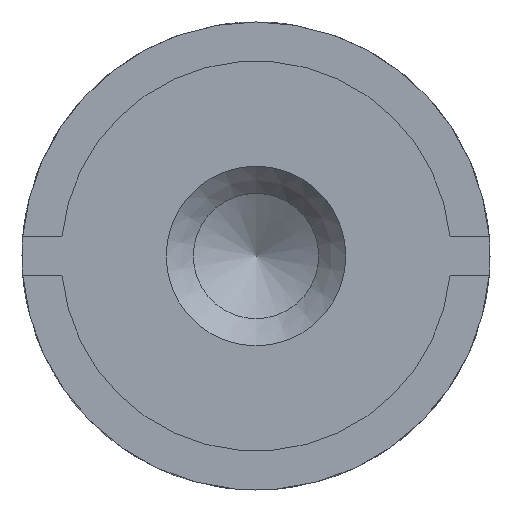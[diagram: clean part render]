
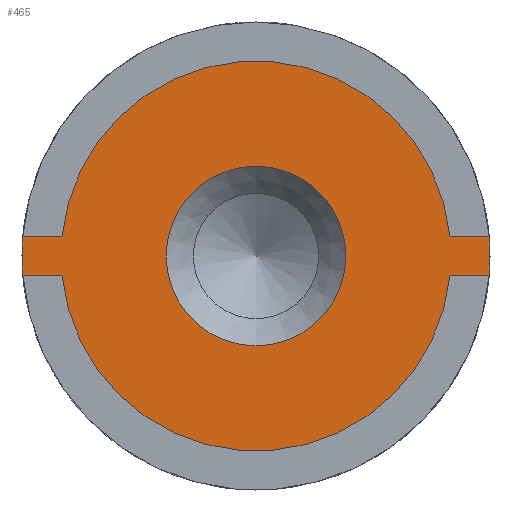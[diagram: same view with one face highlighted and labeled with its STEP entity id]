
A CAD part, front view. The second image highlights one B-rep face of the part: STEP entity #465.
In plain terms, the highlighted planar face has unit normal (0, -1, 0).
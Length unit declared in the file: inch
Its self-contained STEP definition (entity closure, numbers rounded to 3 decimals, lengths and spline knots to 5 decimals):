
#34 = AXIS2_PLACEMENT_3D ( 'NONE', #673, #942, #306 ) ;
#89 = DIRECTION ( 'NONE',  ( 0., 0., -1. ) ) ;
#110 = ORIENTED_EDGE ( 'NONE', *, *, #410, .T. ) ;
#136 = FACE_OUTER_BOUND ( 'NONE', #956, .T. ) ;
#159 = CARTESIAN_POINT ( 'NONE',  ( 0.3737, -2., 0.03125 ) ) ;
#186 = EDGE_CURVE ( 'NONE', #1119, #863, #651, .T. ) ;
#189 = CIRCLE ( 'NONE', #838, 0.3125 ) ;
#207 = CIRCLE ( 'NONE', #401, 0.375 ) ;
#208 = DIRECTION ( 'NONE',  ( 1., 0., 0. ) ) ;
#230 = CARTESIAN_POINT ( 'NONE',  ( -0.43713, -2., 0.03125 ) ) ;
#242 = VERTEX_POINT ( 'NONE', #871 ) ;
#283 = CIRCLE ( 'NONE', #694, 0.375 ) ;
#303 = CARTESIAN_POINT ( 'NONE',  ( 0.3737, -2., -0.03125 ) ) ;
#306 = DIRECTION ( 'NONE',  ( 0., 0., -1. ) ) ;
#319 = DIRECTION ( 'NONE',  ( 0., 0., -1. ) ) ;
#332 = CIRCLE ( 'NONE', #631, 0.144 ) ;
#338 = LINE ( 'NONE', #230, #1026 ) ;
#343 = CARTESIAN_POINT ( 'NONE',  ( 0., -2., 0. ) ) ;
#352 = CARTESIAN_POINT ( 'NONE',  ( 0., -2., 0. ) ) ;
#375 = DIRECTION ( 'NONE',  ( 1., 0., 0. ) ) ;
#387 = DIRECTION ( 'NONE',  ( 0., -1., 0. ) ) ;
#393 = CARTESIAN_POINT ( 'NONE',  ( 0., -2., 0. ) ) ;
#401 = AXIS2_PLACEMENT_3D ( 'NONE', #352, #626, #89 ) ;
#410 = EDGE_CURVE ( 'NONE', #863, #1049, #189, .T. ) ;
#420 = AXIS2_PLACEMENT_3D ( 'NONE', #393, #733, #831 ) ;
#422 = VERTEX_POINT ( 'NONE', #303 ) ;
#424 = LINE ( 'NONE', #713, #803 ) ;
#426 = EDGE_CURVE ( 'NONE', #734, #734, #332, .T. ) ;
#447 = EDGE_CURVE ( 'NONE', #1049, #422, #741, .T. ) ;
#450 = DIRECTION ( 'NONE',  ( 0., -1., 0. ) ) ;
#465 = ADVANCED_FACE ( 'NONE', ( #649, #136 ), #469, .T. ) ;
#469 = PLANE ( 'NONE',  #420 ) ;
#474 = DIRECTION ( 'NONE',  ( 0., 0., -1. ) ) ;
#499 = EDGE_CURVE ( 'NONE', #768, #242, #338, .T. ) ;
#518 = DIRECTION ( 'NONE',  ( 0., 0., -1. ) ) ;
#525 = VERTEX_POINT ( 'NONE', #772 ) ;
#530 = CARTESIAN_POINT ( 'NONE',  ( 0., -2., -0.144 ) ) ;
#588 = VERTEX_POINT ( 'NONE', #950 ) ;
#600 = DIRECTION ( 'NONE',  ( -1., 0., 0. ) ) ;
#610 = EDGE_CURVE ( 'NONE', #768, #422, #207, .T. ) ;
#626 = DIRECTION ( 'NONE',  ( 0., 1., 0. ) ) ;
#631 = AXIS2_PLACEMENT_3D ( 'NONE', #1067, #387, #474 ) ;
#636 = ORIENTED_EDGE ( 'NONE', *, *, #447, .T. ) ;
#649 = FACE_BOUND ( 'NONE', #1056, .T. ) ;
#651 = LINE ( 'NONE', #995, #994 ) ;
#659 = ORIENTED_EDGE ( 'NONE', *, *, #426, .F. ) ;
#672 = ORIENTED_EDGE ( 'NONE', *, *, #900, .T. ) ;
#673 = CARTESIAN_POINT ( 'NONE',  ( 0., -2., 0. ) ) ;
#685 = CARTESIAN_POINT ( 'NONE',  ( 0., -2., 0. ) ) ;
#690 = CARTESIAN_POINT ( 'NONE',  ( 0.31093, -2., -0.03125 ) ) ;
#694 = AXIS2_PLACEMENT_3D ( 'NONE', #685, #1007, #319 ) ;
#713 = CARTESIAN_POINT ( 'NONE',  ( -0.43713, -2., 0.03125 ) ) ;
#733 = DIRECTION ( 'NONE',  ( 0., -1., 0. ) ) ;
#734 = VERTEX_POINT ( 'NONE', #530 ) ;
#741 = LINE ( 'NONE', #921, #924 ) ;
#768 = VERTEX_POINT ( 'NONE', #159 ) ;
#772 = CARTESIAN_POINT ( 'NONE',  ( -0.31093, -2., 0.03125 ) ) ;
#787 = CIRCLE ( 'NONE', #34, 0.3125 ) ;
#793 = DIRECTION ( 'NONE',  ( -1., 0., 0. ) ) ;
#802 = CARTESIAN_POINT ( 'NONE',  ( -0.3737, -2., -0.03125 ) ) ;
#803 = VECTOR ( 'NONE', #793, 39.37008 ) ;
#804 = ORIENTED_EDGE ( 'NONE', *, *, #1078, .F. ) ;
#831 = DIRECTION ( 'NONE',  ( 0., 0., -1. ) ) ;
#838 = AXIS2_PLACEMENT_3D ( 'NONE', #343, #450, #518 ) ;
#863 = VERTEX_POINT ( 'NONE', #957 ) ;
#871 = CARTESIAN_POINT ( 'NONE',  ( 0.31093, -2., 0.03125 ) ) ;
#900 = EDGE_CURVE ( 'NONE', #525, #588, #424, .T. ) ;
#921 = CARTESIAN_POINT ( 'NONE',  ( -0.43713, -2., -0.03125 ) ) ;
#924 = VECTOR ( 'NONE', #375, 39.37008 ) ;
#936 = ORIENTED_EDGE ( 'NONE', *, *, #186, .T. ) ;
#942 = DIRECTION ( 'NONE',  ( 0., -1., 0. ) ) ;
#950 = CARTESIAN_POINT ( 'NONE',  ( -0.3737, -2., 0.03125 ) ) ;
#956 = EDGE_LOOP ( 'NONE', ( #1109, #672, #804, #936, #110, #636, #1006, #981 ) ) ;
#957 = CARTESIAN_POINT ( 'NONE',  ( -0.31093, -2., -0.03125 ) ) ;
#981 = ORIENTED_EDGE ( 'NONE', *, *, #499, .T. ) ;
#992 = EDGE_CURVE ( 'NONE', #242, #525, #787, .T. ) ;
#994 = VECTOR ( 'NONE', #208, 39.37008 ) ;
#995 = CARTESIAN_POINT ( 'NONE',  ( -0.43713, -2., -0.03125 ) ) ;
#1006 = ORIENTED_EDGE ( 'NONE', *, *, #610, .F. ) ;
#1007 = DIRECTION ( 'NONE',  ( 0., 1., 0. ) ) ;
#1026 = VECTOR ( 'NONE', #600, 39.37008 ) ;
#1049 = VERTEX_POINT ( 'NONE', #690 ) ;
#1056 = EDGE_LOOP ( 'NONE', ( #659 ) ) ;
#1067 = CARTESIAN_POINT ( 'NONE',  ( 0., -2., 0. ) ) ;
#1078 = EDGE_CURVE ( 'NONE', #1119, #588, #283, .T. ) ;
#1109 = ORIENTED_EDGE ( 'NONE', *, *, #992, .T. ) ;
#1119 = VERTEX_POINT ( 'NONE', #802 ) ;
